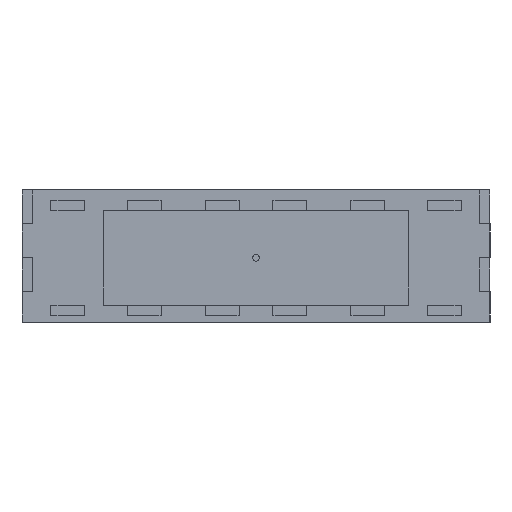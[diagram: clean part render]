
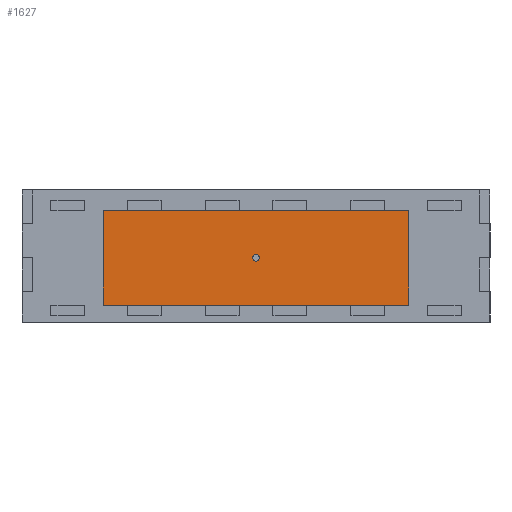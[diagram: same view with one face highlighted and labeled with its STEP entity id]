
A CAD part, front view. The second image highlights one B-rep face of the part: STEP entity #1627.
In plain terms, the highlighted planar face has unit normal (0, -1, 0).
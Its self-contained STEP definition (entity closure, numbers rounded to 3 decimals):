
#285=CIRCLE('',#16022,1.);
#1627=ADVANCED_FACE('',(#2644,#2645),#2358,.T.);
#2358=PLANE('',#16023);
#2644=FACE_BOUND('',#3265,.T.);
#2645=FACE_BOUND('',#3266,.T.);
#3265=EDGE_LOOP('',(#6483));
#3266=EDGE_LOOP('',(#6484,#6485,#6486,#6487));
#6483=ORIENTED_EDGE('',*,*,#10652,.T.);
#6484=ORIENTED_EDGE('',*,*,#10640,.T.);
#6485=ORIENTED_EDGE('',*,*,#10644,.T.);
#6486=ORIENTED_EDGE('',*,*,#10647,.T.);
#6487=ORIENTED_EDGE('',*,*,#10653,.T.);
#8742=VERTEX_POINT('',#22838);
#8743=VERTEX_POINT('',#22839);
#8746=VERTEX_POINT('',#22847);
#8748=VERTEX_POINT('',#22853);
#8751=VERTEX_POINT('',#22863);
#10640=EDGE_CURVE('',#8742,#8743,#12754,.T.);
#10644=EDGE_CURVE('',#8743,#8746,#12758,.T.);
#10647=EDGE_CURVE('',#8746,#8748,#12761,.T.);
#10652=EDGE_CURVE('',#8751,#8751,#285,.T.);
#10653=EDGE_CURVE('',#8748,#8742,#12765,.T.);
#12754=LINE('',#22837,#14866);
#12758=LINE('',#22846,#14870);
#12761=LINE('',#22852,#14873);
#12765=LINE('',#22864,#14877);
#14866=VECTOR('',#18740,1.);
#14870=VECTOR('',#18746,1.);
#14873=VECTOR('',#18751,1.);
#14877=VECTOR('',#18763,1.);
#16022=AXIS2_PLACEMENT_3D('',#22862,#18761,#18762);
#16023=AXIS2_PLACEMENT_3D('',#22865,#18764,#18765);
#18740=DIRECTION('',(0.,0.,-1.));
#18746=DIRECTION('',(1.,0.,0.));
#18751=DIRECTION('',(0.,0.,1.));
#18761=DIRECTION('',(0.,1.,0.));
#18762=DIRECTION('',(1.,0.,0.));
#18763=DIRECTION('',(-1.,0.,0.));
#18764=DIRECTION('',(0.,-1.,0.));
#18765=DIRECTION('',(0.,0.,-1.));
#22837=CARTESIAN_POINT('',(-45.,0.,12.5));
#22838=CARTESIAN_POINT('',(-45.,0.,15.5));
#22839=CARTESIAN_POINT('',(-45.,0.,-12.5));
#22846=CARTESIAN_POINT('',(-45.,0.,-12.5));
#22847=CARTESIAN_POINT('',(45.,0.,-12.5));
#22852=CARTESIAN_POINT('',(45.,0.,-12.5));
#22853=CARTESIAN_POINT('',(45.,0.,15.5));
#22862=CARTESIAN_POINT('',(0.,0.,1.5));
#22863=CARTESIAN_POINT('',(1.,0.,1.5));
#22864=CARTESIAN_POINT('',(45.,0.,15.5));
#22865=CARTESIAN_POINT('',(0.,0.,0.));
